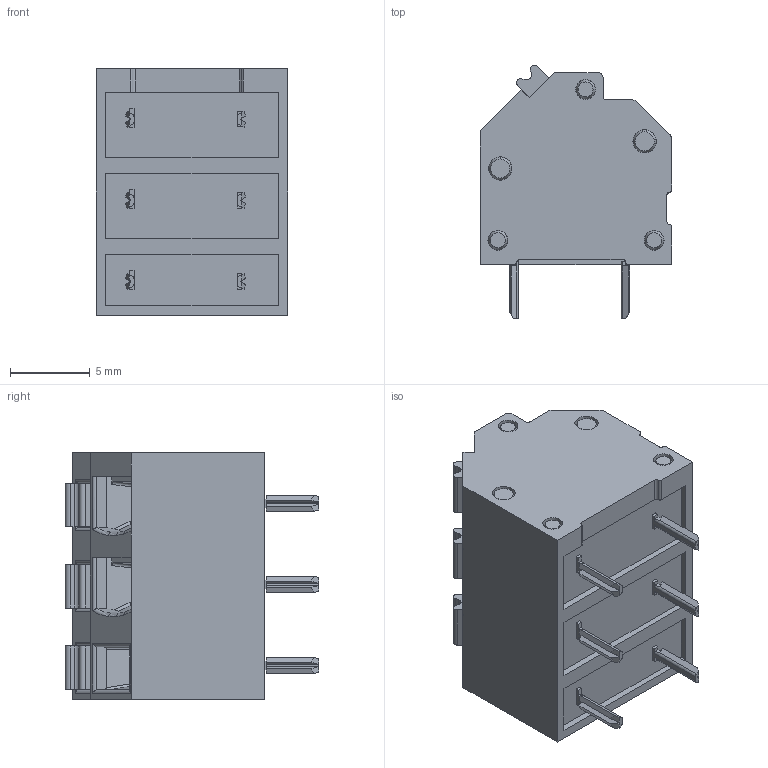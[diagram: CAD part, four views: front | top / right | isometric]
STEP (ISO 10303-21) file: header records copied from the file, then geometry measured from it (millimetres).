
FILE_DESCRIPTION(/* description */ ('Unknown'),/* implementation_level */ '2;1');
FILE_NAME(/* name */ 'DG246-5.08-03P-14-00A(H)-C',/* time_stamp */ '2022-02-15T13:16:23+08:00',/* author */ ('Unknown'),/* organization */ ('Unknown'),/* preprocessor_version */ 'ST-DEVELOPER v16.7',/* originating_system */ 'Solid Edge',/* authorisation */ 'Unknown');
FILE_SCHEMA (('AUTOMOTIVE_DESIGN {1 0 10303 214 3 1 1}'));
Length unit declared in the file: millimetre
Products named in the file (1): DG246-5.08-03P-14-00A(H)-C
Bounding box: 12 x 15.88 x 15.47 mm (x, y, z)
Volume: 1798 mm3; surface area: 1390 mm2
Topology: 1 solids, 21 shells, 845 faces, 2283 edges, 1508 vertices
Faces by surface type: plane 591, cylinder 189, cone 35, torus 17, bspline 13
Full cylindrical faces by diameter (mm): 0.94 x6, 1.12 x9, 1.194 x3, 1.2 x4, 1.22 x6, 1.24 x9, 1.32 x6, 1.43 x4, 1.46 x6
Entity records: 25615 total; most frequent: CARTESIAN_POINT 4906, ORIENTED_EDGE 4250, DIRECTION 4111, EDGE_CURVE 2125, LINE 1667, VECTOR 1667, VERTEX_POINT 1453, AXIS2_PLACEMENT_3D 1222
